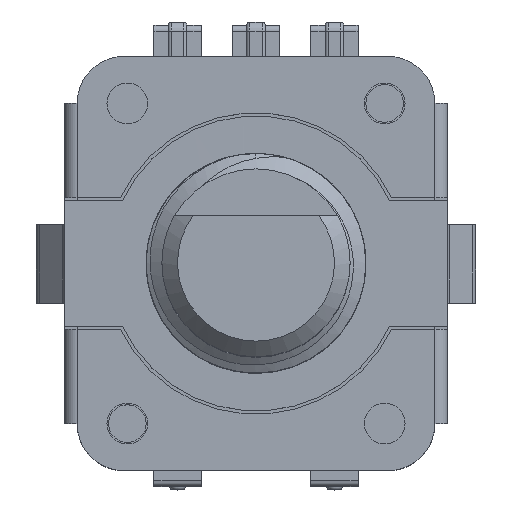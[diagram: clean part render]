
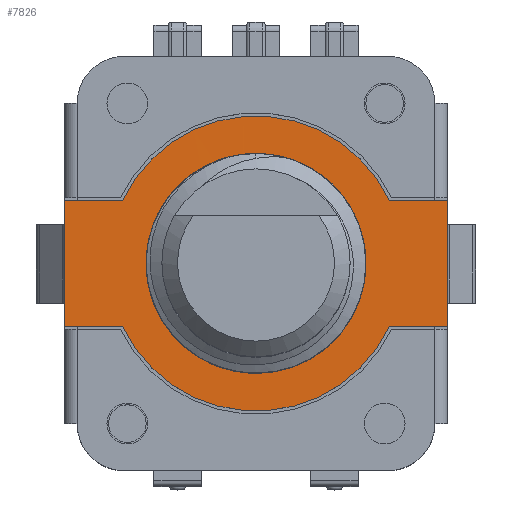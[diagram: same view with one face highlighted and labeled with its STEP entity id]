
A CAD part, top view. The second image highlights one B-rep face of the part: STEP entity #7826.
In plain terms, the highlighted planar face has unit normal (0, 0, 1).
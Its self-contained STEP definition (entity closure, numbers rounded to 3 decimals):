
#37=FACE_BOUND('',#800,.T.);
#61=PLANE('',#8293);
#370=FACE_OUTER_BOUND('',#799,.T.);
#799=EDGE_LOOP('',(#5313,#5314,#5315,#5316,#5317,#5318,#5319,#5320));
#800=EDGE_LOOP('',(#5321,#5322,#5323));
#1247=CIRCLE('',#8292,3.5);
#1248=CIRCLE('',#8294,4.7);
#1249=CIRCLE('',#8295,4.7);
#1250=CIRCLE('',#8296,3.5);
#1480=B_SPLINE_CURVE_WITH_KNOTS('',3,(#12885,#12886,#12887,#12888),
 .UNSPECIFIED.,.F.,.F.,(4,4),(0.,0.01),.UNSPECIFIED.);
#1589=LINE('',#12960,#2468);
#1590=LINE('',#12964,#2469);
#1591=LINE('',#12966,#2470);
#1592=LINE('',#12968,#2471);
#1593=LINE('',#12972,#2472);
#1594=LINE('',#12973,#2473);
#2468=VECTOR('',#9104,1.847);
#2469=VECTOR('',#9107,1.847);
#2470=VECTOR('',#9108,4.);
#2471=VECTOR('',#9109,1.847);
#2472=VECTOR('',#9112,1.847);
#2473=VECTOR('',#9113,4.);
#3380=VERTEX_POINT('',#12841);
#3381=VERTEX_POINT('',#12884);
#3382=VERTEX_POINT('',#12954);
#3383=VERTEX_POINT('',#12958);
#3384=VERTEX_POINT('',#12959);
#3385=VERTEX_POINT('',#12961);
#3386=VERTEX_POINT('',#12963);
#3387=VERTEX_POINT('',#12965);
#3388=VERTEX_POINT('',#12967);
#3389=VERTEX_POINT('',#12969);
#3390=VERTEX_POINT('',#12971);
#4140=EDGE_CURVE('',#3381,#3380,#1480,.T.);
#4143=EDGE_CURVE('',#3380,#3382,#1247,.T.);
#4144=EDGE_CURVE('',#3383,#3384,#1589,.T.);
#4145=EDGE_CURVE('',#3384,#3385,#1248,.T.);
#4146=EDGE_CURVE('',#3386,#3385,#1590,.T.);
#4147=EDGE_CURVE('',#3387,#3386,#1591,.T.);
#4148=EDGE_CURVE('',#3388,#3387,#1592,.T.);
#4149=EDGE_CURVE('',#3388,#3389,#1249,.T.);
#4150=EDGE_CURVE('',#3390,#3389,#1593,.T.);
#4151=EDGE_CURVE('',#3383,#3390,#1594,.T.);
#4152=EDGE_CURVE('',#3382,#3381,#1250,.T.);
#5313=ORIENTED_EDGE('',*,*,#4144,.T.);
#5314=ORIENTED_EDGE('',*,*,#4145,.T.);
#5315=ORIENTED_EDGE('',*,*,#4146,.F.);
#5316=ORIENTED_EDGE('',*,*,#4147,.F.);
#5317=ORIENTED_EDGE('',*,*,#4148,.F.);
#5318=ORIENTED_EDGE('',*,*,#4149,.T.);
#5319=ORIENTED_EDGE('',*,*,#4150,.F.);
#5320=ORIENTED_EDGE('',*,*,#4151,.F.);
#5321=ORIENTED_EDGE('',*,*,#4143,.T.);
#5322=ORIENTED_EDGE('',*,*,#4152,.T.);
#5323=ORIENTED_EDGE('',*,*,#4140,.T.);
#7826=ADVANCED_FACE('',(#370,#37),#61,.T.);
#8292=AXIS2_PLACEMENT_3D('',#12956,#9100,#9101);
#8293=AXIS2_PLACEMENT_3D('',#12957,#9102,#9103);
#8294=AXIS2_PLACEMENT_3D('',#12962,#9105,#9106);
#8295=AXIS2_PLACEMENT_3D('',#12970,#9110,#9111);
#8296=AXIS2_PLACEMENT_3D('',#12974,#9114,#9115);
#9100=DIRECTION('center_axis',(0.,0.,-1.));
#9101=DIRECTION('ref_axis',(0.105,-0.995,0.));
#9102=DIRECTION('center_axis',(0.,0.,1.));
#9103=DIRECTION('ref_axis',(1.,0.,0.));
#9104=DIRECTION('',(-1.,0.,0.));
#9105=DIRECTION('center_axis',(0.,0.,1.));
#9106=DIRECTION('ref_axis',(0.905,0.426,0.));
#9107=DIRECTION('',(1.,0.,0.));
#9108=DIRECTION('',(0.,1.,0.));
#9109=DIRECTION('',(-1.,0.,0.));
#9110=DIRECTION('center_axis',(0.,0.,1.));
#9111=DIRECTION('ref_axis',(-0.905,-0.426,0.));
#9112=DIRECTION('',(-1.,0.,0.));
#9113=DIRECTION('',(0.,-1.,0.));
#9114=DIRECTION('center_axis',(0.,0.,-1.));
#9115=DIRECTION('ref_axis',(-0.5,0.866,0.));
#12841=CARTESIAN_POINT('',(-0.366,3.481,6.599));
#12884=CARTESIAN_POINT('',(-0.4,3.477,6.6));
#12885=CARTESIAN_POINT('Ctrl Pts',(-0.4,3.477,
6.6));
#12886=CARTESIAN_POINT('Ctrl Pts',(-0.389,3.478,
6.6));
#12887=CARTESIAN_POINT('Ctrl Pts',(-0.378,3.48,6.6));
#12888=CARTESIAN_POINT('Ctrl Pts',(-0.366,3.481,
6.599));
#12954=CARTESIAN_POINT('',(-1.75,3.031,6.601));
#12956=CARTESIAN_POINT('Origin',(0.,0.,
6.6));
#12957=CARTESIAN_POINT('Origin',(0.,0.,6.6));
#12958=CARTESIAN_POINT('',(6.1,2.,6.6));
#12959=CARTESIAN_POINT('',(4.253,2.,6.6));
#12960=CARTESIAN_POINT('',(6.1,2.,6.6));
#12961=CARTESIAN_POINT('',(-4.253,2.,6.6));
#12962=CARTESIAN_POINT('Origin',(0.,0.,6.6));
#12963=CARTESIAN_POINT('',(-6.1,2.,6.6));
#12964=CARTESIAN_POINT('',(-6.1,2.,6.6));
#12965=CARTESIAN_POINT('',(-6.1,-2.,6.6));
#12966=CARTESIAN_POINT('',(-6.1,-2.,6.6));
#12967=CARTESIAN_POINT('',(-4.253,-2.,6.6));
#12968=CARTESIAN_POINT('',(-4.253,-2.,6.6));
#12969=CARTESIAN_POINT('',(4.253,-2.,6.6));
#12970=CARTESIAN_POINT('Origin',(0.,0.,6.6));
#12971=CARTESIAN_POINT('',(6.1,-2.,6.6));
#12972=CARTESIAN_POINT('',(6.1,-2.,6.6));
#12973=CARTESIAN_POINT('',(6.1,2.,6.6));
#12974=CARTESIAN_POINT('Origin',(0.,0.,6.6));
